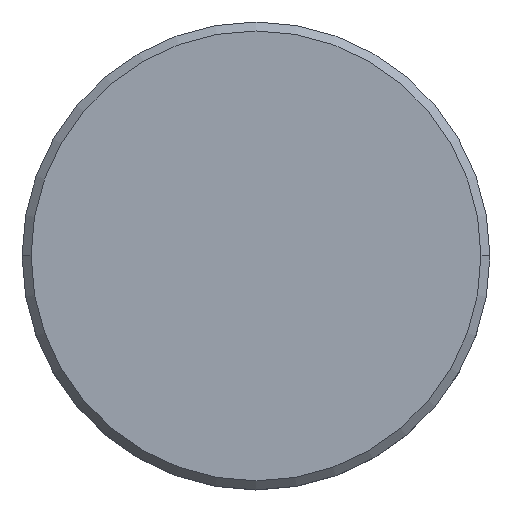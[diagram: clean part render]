
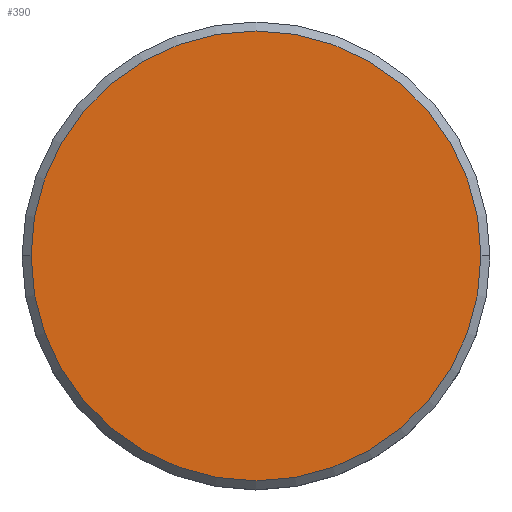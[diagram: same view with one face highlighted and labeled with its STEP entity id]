
A CAD part, top view. The second image highlights one B-rep face of the part: STEP entity #390.
In plain terms, the highlighted planar face has unit normal (0, 0, 1).
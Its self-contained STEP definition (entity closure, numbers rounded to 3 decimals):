
#6 = EDGE_CURVE ( 'NONE', #735, #866, #1102, .T. ) ;
#7 = ORIENTED_EDGE ( 'NONE', *, *, #6, .T. ) ;
#8 = AXIS2_PLACEMENT_3D ( 'NONE', #668, #656, #128 ) ;
#83 = DIRECTION ( 'NONE',  ( 1., 0., 0. ) ) ;
#128 = DIRECTION ( 'NONE',  ( 1., 0., 0. ) ) ;
#181 = DIRECTION ( 'NONE',  ( 0., 0., 1. ) ) ;
#196 = AXIS2_PLACEMENT_3D ( 'NONE', #552, #1181, #1073 ) ;
#390 = ADVANCED_FACE ( 'NONE', ( #1146 ), #783, .T. ) ;
#529 = CARTESIAN_POINT ( 'NONE',  ( 12.5, 0., 0. ) ) ;
#552 = CARTESIAN_POINT ( 'NONE',  ( 0., 0., 0. ) ) ;
#555 = CIRCLE ( 'NONE', #196, 12.5 ) ;
#656 = DIRECTION ( 'NONE',  ( 0., 0., 1. ) ) ;
#668 = CARTESIAN_POINT ( 'NONE',  ( 0., 0., 0. ) ) ;
#735 = VERTEX_POINT ( 'NONE', #911 ) ;
#783 = PLANE ( 'NONE',  #8 ) ;
#828 = EDGE_LOOP ( 'NONE', ( #7, #830 ) ) ;
#830 = ORIENTED_EDGE ( 'NONE', *, *, #941, .T. ) ;
#866 = VERTEX_POINT ( 'NONE', #529 ) ;
#911 = CARTESIAN_POINT ( 'NONE',  ( -12.5, 0., 0. ) ) ;
#941 = EDGE_CURVE ( 'NONE', #866, #735, #555, .T. ) ;
#1073 = DIRECTION ( 'NONE',  ( 1., 0., 0. ) ) ;
#1099 = CARTESIAN_POINT ( 'NONE',  ( 0., 0., 0. ) ) ;
#1102 = CIRCLE ( 'NONE', #1121, 12.5 ) ;
#1121 = AXIS2_PLACEMENT_3D ( 'NONE', #1099, #181, #83 ) ;
#1146 = FACE_OUTER_BOUND ( 'NONE', #828, .T. ) ;
#1181 = DIRECTION ( 'NONE',  ( 0., 0., 1. ) ) ;
